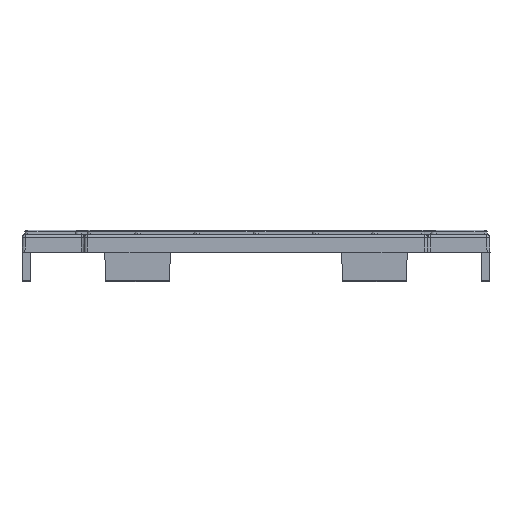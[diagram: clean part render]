
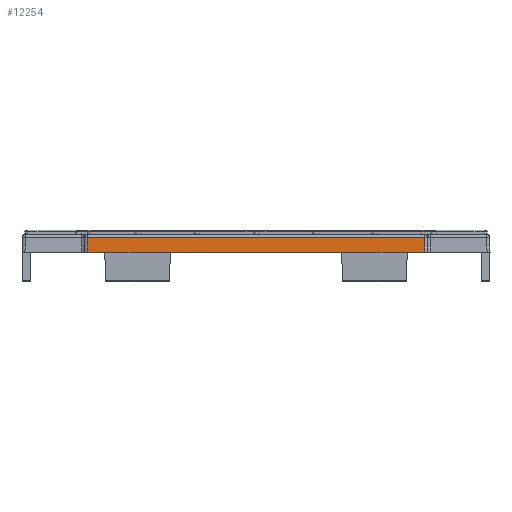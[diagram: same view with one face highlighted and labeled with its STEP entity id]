
A CAD part, left-side view. The second image highlights one B-rep face of the part: STEP entity #12254.
In plain terms, the highlighted planar face has unit normal (-1, 0, 0.018).
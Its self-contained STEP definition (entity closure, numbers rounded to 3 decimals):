
#1062 = CARTESIAN_POINT ( 'NONE',  ( -79.5, -29., 0. ) ) ;
#1063 = DIRECTION ( 'NONE',  ( 0., 1., 0. ) ) ;
#1141 = CARTESIAN_POINT ( 'NONE',  ( -79.456, -29., 2.509 ) ) ;
#1152 = CARTESIAN_POINT ( 'NONE',  ( -79.5, -28.5, -0.009 ) ) ;
#1154 = DIRECTION ( 'NONE',  ( 0.017, 0.017, 1. ) ) ;
#1155 = DIRECTION ( 'NONE',  ( 0., 1., 0. ) ) ;
#1156 = CARTESIAN_POINT ( 'NONE',  ( -79.482, 28.483, 1.003 ) ) ;
#1157 = DIRECTION ( 'NONE',  ( -0.017, 0.017, -1. ) ) ;
#1158 = CARTESIAN_POINT ( 'NONE',  ( -79.5, 25.5, 0. ) ) ;
#1159 = DIRECTION ( 'NONE',  ( 0., -1., 0. ) ) ;
#1160 = CARTESIAN_POINT ( 'NONE',  ( -79.5, -14.5, 0. ) ) ;
#1161 = DIRECTION ( 'NONE',  ( 0., -1., 0. ) ) ;
#4964 = CARTESIAN_POINT ( 'NONE',  ( -79.5, -29., 0. ) ) ;
#4965 = DIRECTION ( 'NONE',  ( 0., 1., 0. ) ) ;
#5044 = CARTESIAN_POINT ( 'NONE',  ( -79.5, -29., 0. ) ) ;
#5046 = DIRECTION ( 'NONE',  ( 0., 1., 0. ) ) ;
#5617 = CARTESIAN_POINT ( 'NONE',  ( -79.5, 14.5, 0. ) ) ;
#5637 = CARTESIAN_POINT ( 'NONE',  ( -79.5, -14.5, 0. ) ) ;
#5653 = CARTESIAN_POINT ( 'NONE',  ( -79.5, 28.5, 0. ) ) ;
#5661 = CARTESIAN_POINT ( 'NONE',  ( -79.5, 25.5, 0. ) ) ;
#6132 = CARTESIAN_POINT ( 'NONE',  ( -79.5, -25.5, 0. ) ) ;
#6133 = CARTESIAN_POINT ( 'NONE',  ( -79.5, -28.5, 0. ) ) ;
#6140 = CARTESIAN_POINT ( 'NONE',  ( -79.456, -28.456, 2.509 ) ) ;
#6185 = CARTESIAN_POINT ( 'NONE',  ( -79.456, 28.456, 2.509 ) ) ;
#6422 = VERTEX_POINT ( 'NONE', #5617 ) ;
#6442 = VERTEX_POINT ( 'NONE', #5637 ) ;
#6458 = VERTEX_POINT ( 'NONE', #5653 ) ;
#6466 = VERTEX_POINT ( 'NONE', #5661 ) ;
#7114 = EDGE_CURVE ( 'NONE', #6466, #6458, #17521, .T. ) ;
#7148 = EDGE_CURVE ( 'NONE', #6442, #6422, #17575, .T. ) ;
#7175 = EDGE_CURVE ( 'NONE', #11429, #11428, #17613, .T. ) ;
#7220 = EDGE_CURVE ( 'NONE', #11429, #11436, #17703, .T. ) ;
#7221 = EDGE_CURVE ( 'NONE', #11436, #11481, #17699, .T. ) ;
#7222 = EDGE_CURVE ( 'NONE', #11481, #6458, #17707, .T. ) ;
#7223 = EDGE_CURVE ( 'NONE', #6466, #6422, #17709, .T. ) ;
#7224 = EDGE_CURVE ( 'NONE', #6442, #11428, #17711, .T. ) ;
#9208 = ORIENTED_EDGE ( 'NONE', *, *, #7220, .T. ) ;
#9209 = ORIENTED_EDGE ( 'NONE', *, *, #7221, .T. ) ;
#9210 = ORIENTED_EDGE ( 'NONE', *, *, #7222, .T. ) ;
#9211 = ORIENTED_EDGE ( 'NONE', *, *, #7114, .F. ) ;
#9212 = ORIENTED_EDGE ( 'NONE', *, *, #7223, .T. ) ;
#9213 = ORIENTED_EDGE ( 'NONE', *, *, #7148, .F. ) ;
#9214 = ORIENTED_EDGE ( 'NONE', *, *, #7224, .T. ) ;
#9215 = ORIENTED_EDGE ( 'NONE', *, *, #7175, .F. ) ;
#11428 = VERTEX_POINT ( 'NONE', #6132 ) ;
#11429 = VERTEX_POINT ( 'NONE', #6133 ) ;
#11436 = VERTEX_POINT ( 'NONE', #6140 ) ;
#11481 = VERTEX_POINT ( 'NONE', #6185 ) ;
#12254 = ADVANCED_FACE ( 'NONE', ( #24089 ), #23206, .T. ) ;
#15310 = EDGE_LOOP ( 'NONE', ( #9208, #9209, #9210, #9211, #9212, #9213, #9214, #9215 ) ) ;
#17521 = LINE ( 'NONE', #4964, #17523 ) ;
#17523 = VECTOR ( 'NONE', #4965, 1000. ) ;
#17575 = LINE ( 'NONE', #5044, #17577 ) ;
#17577 = VECTOR ( 'NONE', #5046, 1000. ) ;
#17613 = LINE ( 'NONE', #1062, #17614 ) ;
#17614 = VECTOR ( 'NONE', #1063, 1000. ) ;
#17699 = LINE ( 'NONE', #1141, #17708 ) ;
#17703 = LINE ( 'NONE', #1152, #17706 ) ;
#17706 = VECTOR ( 'NONE', #1154, 1000. ) ;
#17707 = LINE ( 'NONE', #1156, #17710 ) ;
#17708 = VECTOR ( 'NONE', #1155, 1000. ) ;
#17709 = LINE ( 'NONE', #1158, #17712 ) ;
#17710 = VECTOR ( 'NONE', #1157, 1000. ) ;
#17711 = LINE ( 'NONE', #1160, #17714 ) ;
#17712 = VECTOR ( 'NONE', #1159, 1000. ) ;
#17714 = VECTOR ( 'NONE', #1161, 1000. ) ;
#22895 = AXIS2_PLACEMENT_3D ( 'NONE', #23199, #23208, #23209 ) ;
#23199 = CARTESIAN_POINT ( 'NONE',  ( -79.5, -29., 0. ) ) ;
#23206 = PLANE ( 'NONE',  #22895 ) ;
#23208 = DIRECTION ( 'NONE',  ( -1., 0., 0.017 ) ) ;
#23209 = DIRECTION ( 'NONE',  ( 0.017, 0., 1. ) ) ;
#24089 = FACE_OUTER_BOUND ( 'NONE', #15310, .T. ) ;
